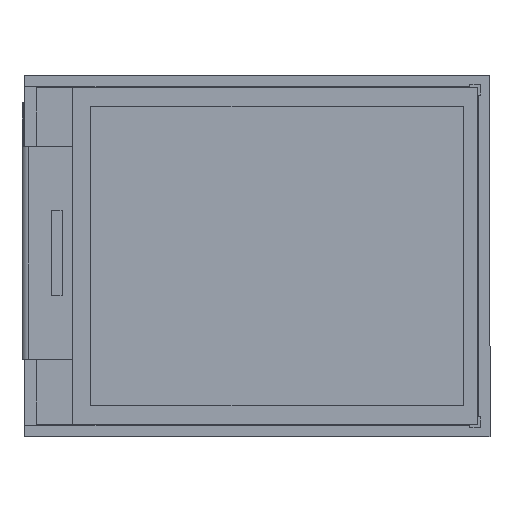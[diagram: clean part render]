
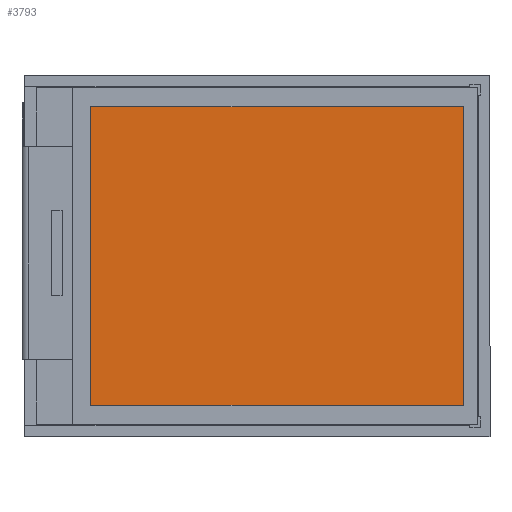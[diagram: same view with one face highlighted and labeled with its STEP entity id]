
A CAD part, top view. The second image highlights one B-rep face of the part: STEP entity #3793.
In plain terms, the highlighted planar face has unit normal (0, 0, 1).
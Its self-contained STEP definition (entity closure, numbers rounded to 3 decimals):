
#352 = VERTEX_POINT ( 'NONE', #2851 ) ;
#424 = DIRECTION ( 'NONE',  ( -1., 0., 0. ) ) ;
#787 = LINE ( 'NONE', #6384, #6913 ) ;
#1314 = ORIENTED_EDGE ( 'NONE', *, *, #7729, .T. ) ;
#1356 = VECTOR ( 'NONE', #3872, 1000. ) ;
#2456 = VERTEX_POINT ( 'NONE', #3611 ) ;
#2851 = CARTESIAN_POINT ( 'NONE',  ( -14.01, 19.37, 2.29 ) ) ;
#3080 = CARTESIAN_POINT ( 'NONE',  ( -14.01, 19.37, 2.29 ) ) ;
#3312 = DIRECTION ( 'NONE',  ( 1., 0., 0. ) ) ;
#3422 = DIRECTION ( 'NONE',  ( 0., 0., 1. ) ) ;
#3611 = CARTESIAN_POINT ( 'NONE',  ( 14.02, 19.37, 2.29 ) ) ;
#3790 = LINE ( 'NONE', #4393, #10814 ) ;
#3793 = ADVANCED_FACE ( 'NONE', ( #4232 ), #9347, .T. ) ;
#3872 = DIRECTION ( 'NONE',  ( 0., 1., 0. ) ) ;
#3973 = EDGE_LOOP ( 'NONE', ( #7465, #10637, #1314, #4140 ) ) ;
#4140 = ORIENTED_EDGE ( 'NONE', *, *, #7071, .T. ) ;
#4142 = EDGE_CURVE ( 'NONE', #2456, #352, #9764, .T. ) ;
#4179 = VERTEX_POINT ( 'NONE', #8153 ) ;
#4227 = VERTEX_POINT ( 'NONE', #6467 ) ;
#4232 = FACE_OUTER_BOUND ( 'NONE', #3973, .T. ) ;
#4393 = CARTESIAN_POINT ( 'NONE',  ( -14.01, -15.67, 2.29 ) ) ;
#4499 = DIRECTION ( 'NONE',  ( 1., 0., 0. ) ) ;
#4755 = DIRECTION ( 'NONE',  ( 0., -1., 0. ) ) ;
#5173 = LINE ( 'NONE', #6441, #1356 ) ;
#6384 = CARTESIAN_POINT ( 'NONE',  ( -14.01, 19.37, 2.29 ) ) ;
#6441 = CARTESIAN_POINT ( 'NONE',  ( 14.02, 19.37, 2.29 ) ) ;
#6467 = CARTESIAN_POINT ( 'NONE',  ( -14.01, -15.67, 2.29 ) ) ;
#6913 = VECTOR ( 'NONE', #4755, 1000. ) ;
#7071 = EDGE_CURVE ( 'NONE', #4227, #4179, #3790, .T. ) ;
#7241 = EDGE_CURVE ( 'NONE', #4179, #2456, #5173, .T. ) ;
#7465 = ORIENTED_EDGE ( 'NONE', *, *, #7241, .T. ) ;
#7467 = VECTOR ( 'NONE', #424, 1000. ) ;
#7729 = EDGE_CURVE ( 'NONE', #352, #4227, #787, .T. ) ;
#8153 = CARTESIAN_POINT ( 'NONE',  ( 14.02, -15.67, 2.29 ) ) ;
#8493 = AXIS2_PLACEMENT_3D ( 'NONE', #8509, #3422, #3312 ) ;
#8509 = CARTESIAN_POINT ( 'NONE',  ( 0., 0., 2.29 ) ) ;
#9347 = PLANE ( 'NONE',  #8493 ) ;
#9764 = LINE ( 'NONE', #3080, #7467 ) ;
#10637 = ORIENTED_EDGE ( 'NONE', *, *, #4142, .T. ) ;
#10814 = VECTOR ( 'NONE', #4499, 1000. ) ;
